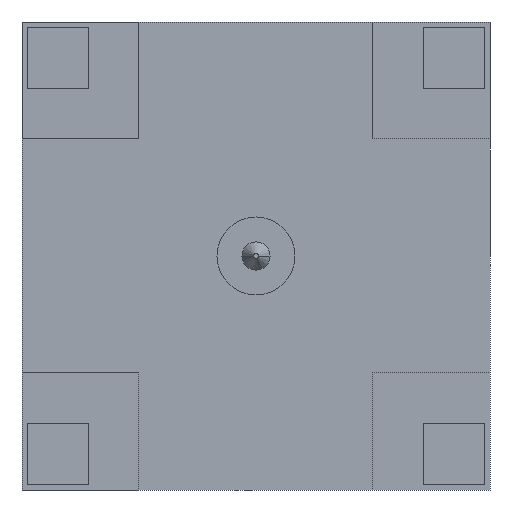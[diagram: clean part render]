
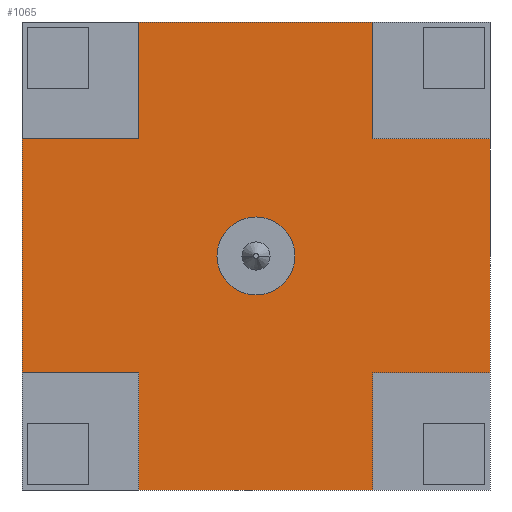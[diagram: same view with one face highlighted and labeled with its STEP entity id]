
A CAD part, left-side view. The second image highlights one B-rep face of the part: STEP entity #1065.
In plain terms, the highlighted planar face has unit normal (-1, 0, 0).
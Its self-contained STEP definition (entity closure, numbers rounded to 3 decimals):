
#1=DIRECTION('',(0.,1.,0.));
#2=VECTOR('',#1,3.);
#3=CARTESIAN_POINT('',(0.41,-1.5,-3.));
#4=LINE('',#3,#2);
#33=DIRECTION('',(0.,0.,-1.));
#34=VECTOR('',#33,1.5);
#35=CARTESIAN_POINT('',(0.41,1.5,-1.5));
#36=LINE('',#35,#34);
#37=DIRECTION('',(0.,-1.,0.));
#38=VECTOR('',#37,1.5);
#39=CARTESIAN_POINT('',(0.41,3.,-1.5));
#40=LINE('',#39,#38);
#41=DIRECTION('',(0.,1.,0.));
#42=VECTOR('',#41,1.5);
#43=CARTESIAN_POINT('',(0.41,1.5,1.5));
#44=LINE('',#43,#42);
#45=DIRECTION('',(0.,0.,-1.));
#46=VECTOR('',#45,1.5);
#47=CARTESIAN_POINT('',(0.41,1.5,3.));
#48=LINE('',#47,#46);
#49=DIRECTION('',(0.,0.,1.));
#50=VECTOR('',#49,1.5);
#51=CARTESIAN_POINT('',(0.41,-1.5,1.5));
#52=LINE('',#51,#50);
#53=DIRECTION('',(0.,1.,0.));
#54=VECTOR('',#53,1.5);
#55=CARTESIAN_POINT('',(0.41,-3.,1.5));
#56=LINE('',#55,#54);
#57=DIRECTION('',(0.,-1.,0.));
#58=VECTOR('',#57,1.5);
#59=CARTESIAN_POINT('',(0.41,-1.5,-1.5));
#60=LINE('',#59,#58);
#61=DIRECTION('',(0.,0.,1.));
#62=VECTOR('',#61,1.5);
#63=CARTESIAN_POINT('',(0.41,-1.5,-3.));
#64=LINE('',#63,#62);
#65=CARTESIAN_POINT('',(0.41,0.,0.));
#66=DIRECTION('',(-1.,0.,0.));
#67=DIRECTION('',(0.,1.,0.));
#68=AXIS2_PLACEMENT_3D('',#65,#66,#67);
#70=CARTESIAN_POINT('',(0.41,0.,0.));
#71=DIRECTION('',(-1.,0.,0.));
#72=DIRECTION('',(0.,-1.,0.));
#73=AXIS2_PLACEMENT_3D('',#70,#71,#72);
#107=DIRECTION('',(0.,0.,1.));
#108=VECTOR('',#107,3.);
#109=CARTESIAN_POINT('',(0.41,3.,-1.5));
#110=LINE('',#109,#108);
#123=DIRECTION('',(0.,0.,1.));
#124=VECTOR('',#123,3.);
#125=CARTESIAN_POINT('',(0.41,-3.,-1.5));
#126=LINE('',#125,#124);
#175=DIRECTION('',(0.,1.,0.));
#176=VECTOR('',#175,3.);
#177=CARTESIAN_POINT('',(0.41,-1.5,3.));
#178=LINE('',#177,#176);
#863=CARTESIAN_POINT('',(0.41,-1.5,-3.));
#864=CARTESIAN_POINT('',(0.41,1.5,-3.));
#865=VERTEX_POINT('',#863);
#866=VERTEX_POINT('',#864);
#871=CARTESIAN_POINT('',(0.41,-1.5,3.));
#872=CARTESIAN_POINT('',(0.41,1.5,3.));
#873=VERTEX_POINT('',#871);
#874=VERTEX_POINT('',#872);
#895=CARTESIAN_POINT('',(0.41,-3.,-1.5));
#896=CARTESIAN_POINT('',(0.41,-3.,1.5));
#897=VERTEX_POINT('',#895);
#898=VERTEX_POINT('',#896);
#899=CARTESIAN_POINT('',(0.41,3.,-1.5));
#900=CARTESIAN_POINT('',(0.41,3.,1.5));
#901=VERTEX_POINT('',#899);
#902=VERTEX_POINT('',#900);
#903=CARTESIAN_POINT('',(0.41,-1.5,-1.5));
#904=VERTEX_POINT('',#903);
#905=CARTESIAN_POINT('',(0.41,-1.5,1.5));
#906=VERTEX_POINT('',#905);
#907=CARTESIAN_POINT('',(0.41,1.5,1.5));
#908=VERTEX_POINT('',#907);
#909=CARTESIAN_POINT('',(0.41,1.5,-1.5));
#910=VERTEX_POINT('',#909);
#997=CARTESIAN_POINT('',(0.41,0.5,0.));
#998=CARTESIAN_POINT('',(0.41,-0.5,0.));
#999=VERTEX_POINT('',#997);
#1000=VERTEX_POINT('',#998);
#1029=CARTESIAN_POINT('',(0.41,0.,-3.));
#1030=DIRECTION('',(-1.,0.,0.));
#1031=DIRECTION('',(0.,0.,1.));
#1032=AXIS2_PLACEMENT_3D('',#1029,#1030,#1031);
#1033=PLANE('',#1032);
#1034=ORIENTED_EDGE('',*,*,#1010,.T.);
#1036=ORIENTED_EDGE('',*,*,#1035,.F.);
#1038=ORIENTED_EDGE('',*,*,#1037,.F.);
#1040=ORIENTED_EDGE('',*,*,#1039,.T.);
#1042=ORIENTED_EDGE('',*,*,#1041,.F.);
#1044=ORIENTED_EDGE('',*,*,#1043,.F.);
#1046=ORIENTED_EDGE('',*,*,#1045,.F.);
#1048=ORIENTED_EDGE('',*,*,#1047,.F.);
#1050=ORIENTED_EDGE('',*,*,#1049,.F.);
#1052=ORIENTED_EDGE('',*,*,#1051,.F.);
#1054=ORIENTED_EDGE('',*,*,#1053,.F.);
#1056=ORIENTED_EDGE('',*,*,#1055,.F.);
#1057=EDGE_LOOP('',(#1034,#1036,#1038,#1040,#1042,#1044,#1046,#1048,#1050,#1052,
#1054,#1056));
#1058=FACE_OUTER_BOUND('',#1057,.F.);
#1060=ORIENTED_EDGE('',*,*,#1059,.T.);
#1062=ORIENTED_EDGE('',*,*,#1061,.T.);
#1063=EDGE_LOOP('',(#1060,#1062));
#1064=FACE_BOUND('',#1063,.F.);
#1065=ADVANCED_FACE('',(#1058,#1064),#1033,.T.);
#69=CIRCLE('',#68,0.5);
#74=CIRCLE('',#73,0.5);
#1010=EDGE_CURVE('',#865,#866,#4,.T.);
#1035=EDGE_CURVE('',#910,#866,#36,.T.);
#1037=EDGE_CURVE('',#901,#910,#40,.T.);
#1039=EDGE_CURVE('',#901,#902,#110,.T.);
#1041=EDGE_CURVE('',#908,#902,#44,.T.);
#1043=EDGE_CURVE('',#874,#908,#48,.T.);
#1045=EDGE_CURVE('',#873,#874,#178,.T.);
#1047=EDGE_CURVE('',#906,#873,#52,.T.);
#1049=EDGE_CURVE('',#898,#906,#56,.T.);
#1051=EDGE_CURVE('',#897,#898,#126,.T.);
#1053=EDGE_CURVE('',#904,#897,#60,.T.);
#1055=EDGE_CURVE('',#865,#904,#64,.T.);
#1059=EDGE_CURVE('',#999,#1000,#69,.T.);
#1061=EDGE_CURVE('',#1000,#999,#74,.T.);
